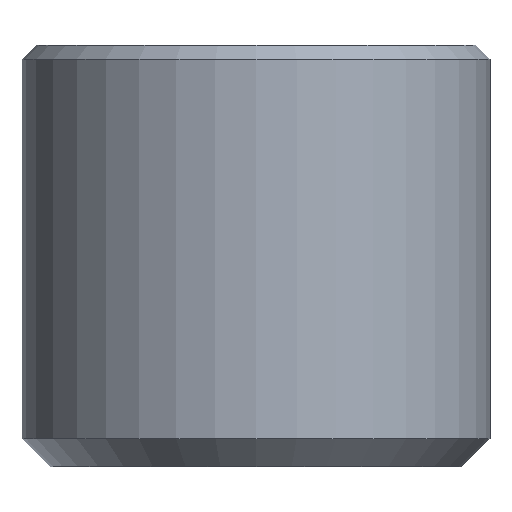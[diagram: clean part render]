
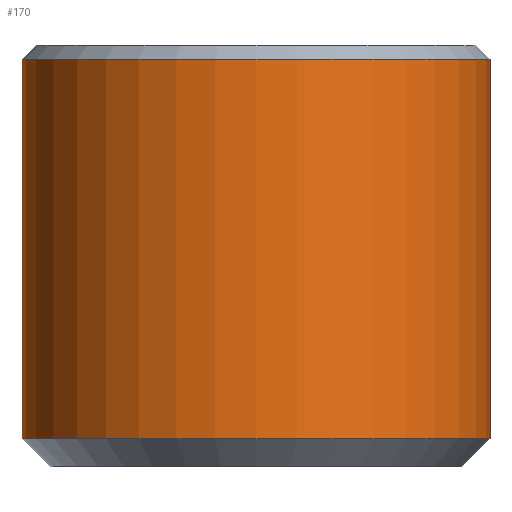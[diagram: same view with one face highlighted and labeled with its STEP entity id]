
A CAD part, left-side view. The second image highlights one B-rep face of the part: STEP entity #170.
In plain terms, the highlighted cylindrical face has radius 25 mm (diameter 50 mm), a partial arc.
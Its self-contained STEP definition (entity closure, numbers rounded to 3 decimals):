
#114=EDGE_CURVE('',#182,#142,#262,.T.);
#126=EDGE_CURVE('',#134,#206,#277,.T.);
#134=VERTEX_POINT('',#288);
#136=EDGE_CURVE('',#182,#134,#290,.T.);
#142=VERTEX_POINT('',#297);
#170=ADVANCED_FACE('',(#330),#331,.T.);
#182=VERTEX_POINT('',#343);
#200=EDGE_CURVE('',#206,#142,#362,.T.);
#206=VERTEX_POINT('',#368);
#262=CIRCLE('',#423,25.0);
#277=CIRCLE('',#440,25.0);
#288=CARTESIAN_POINT('',(0.,25.0,-42.0));
#290=LINE('',#455,#456);
#297=CARTESIAN_POINT('',(0.,-25.0,-1.5));
#330=FACE_OUTER_BOUND('',#507,.T.);
#331=CYLINDRICAL_SURFACE('',#508,25.0);
#343=CARTESIAN_POINT('',(0.,25.0,-1.5));
#362=LINE('',#553,#554);
#368=CARTESIAN_POINT('',(0.,-25.0,-42.0));
#423=AXIS2_PLACEMENT_3D('',#609,#610,#611);
#440=AXIS2_PLACEMENT_3D('',#638,#639,#640);
#455=CARTESIAN_POINT('',(0.,25.0,-21.75));
#456=VECTOR('',#660,1.0);
#507=EDGE_LOOP('',(#720,#721,#722,#723));
#508=AXIS2_PLACEMENT_3D('',#724,#725,#726);
#553=CARTESIAN_POINT('',(0.,-25.0,-21.75));
#554=VECTOR('',#754,1.0);
#609=CARTESIAN_POINT('',(0.,0.,-1.5));
#610=DIRECTION('',(0.0,0.0,1.0));
#611=DIRECTION('',(0.,-1.0,0.0));
#638=CARTESIAN_POINT('',(0.,0.,-42.0));
#639=DIRECTION('',(0.0,0.0,1.0));
#640=DIRECTION('',(0.,-1.0,0.0));
#660=DIRECTION('',(-0.0,-0.0,-1.0));
#720=ORIENTED_EDGE('',*,*,#200,.T.);
#721=ORIENTED_EDGE('',*,*,#114,.F.);
#722=ORIENTED_EDGE('',*,*,#136,.T.);
#723=ORIENTED_EDGE('',*,*,#126,.T.);
#724=CARTESIAN_POINT('',(0.,0.,-21.75));
#725=DIRECTION('',(-0.0,-0.0,-1.0));
#726=DIRECTION('',(0.,-1.0,0.0));
#754=DIRECTION('',(0.0,0.0,1.0));
